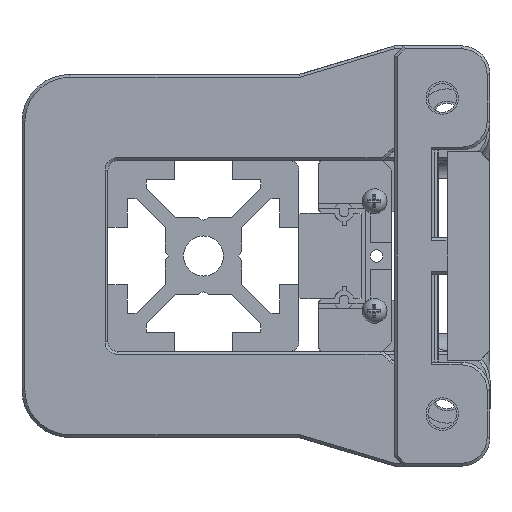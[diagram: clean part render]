
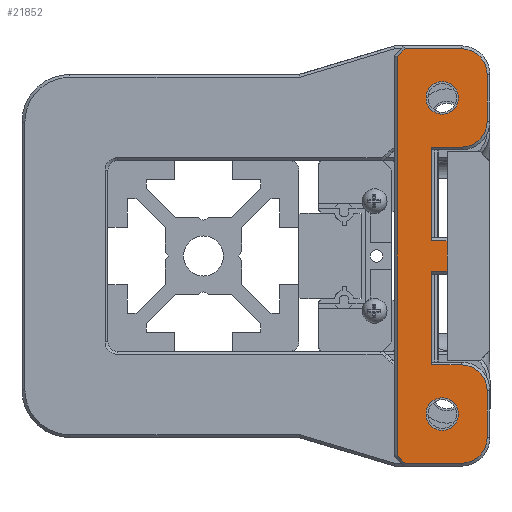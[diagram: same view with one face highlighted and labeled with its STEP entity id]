
A CAD part, left-side view. The second image highlights one B-rep face of the part: STEP entity #21852.
In plain terms, the highlighted face is planar.
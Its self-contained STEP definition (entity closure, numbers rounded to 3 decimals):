
#684=FACE_BOUND('',#3188,.T.);
#685=FACE_BOUND('',#3189,.T.);
#978=PLANE('',#23742);
#1900=FACE_OUTER_BOUND('',#3187,.T.);
#3187=EDGE_LOOP('',(#17152,#17153,#17154,#17155,#17156,#17157,#17158,#17159,
#17160,#17161,#17162,#17163,#17164,#17165,#17166,#17167,#17168,#17169));
#3188=EDGE_LOOP('',(#17170));
#3189=EDGE_LOOP('',(#17171));
#4780=LINE('',#34571,#6918);
#4784=LINE('',#34577,#6922);
#4786=LINE('',#34581,#6924);
#4788=LINE('',#34586,#6926);
#4791=LINE('',#34593,#6929);
#4794=LINE('',#34599,#6932);
#4796=LINE('',#34610,#6934);
#4799=LINE('',#34618,#6937);
#4803=LINE('',#34629,#6941);
#4804=LINE('',#34632,#6942);
#4805=LINE('',#34634,#6943);
#4806=LINE('',#34636,#6944);
#4807=LINE('',#34638,#6945);
#4808=LINE('',#34639,#6946);
#6918=VECTOR('',#27739,10.);
#6922=VECTOR('',#27745,10.);
#6924=VECTOR('',#27749,10.);
#6926=VECTOR('',#27753,10.);
#6929=VECTOR('',#27762,10.);
#6932=VECTOR('',#27767,10.);
#6934=VECTOR('',#27779,10.);
#6937=VECTOR('',#27788,10.);
#6941=VECTOR('',#27800,10.);
#6942=VECTOR('',#27803,10.);
#6943=VECTOR('',#27804,1000.);
#6944=VECTOR('',#27805,10.);
#6945=VECTOR('',#27806,10.);
#6946=VECTOR('',#27807,10.);
#8787=CIRCLE('',#23727,2.7);
#8789=CIRCLE('',#23732,2.7);
#8790=CIRCLE('',#23736,2.7);
#8791=CIRCLE('',#23739,2.7);
#8792=CIRCLE('',#23743,1.7);
#8793=CIRCLE('',#23744,1.7);
#10166=VERTEX_POINT('',#34569);
#10167=VERTEX_POINT('',#34570);
#10168=VERTEX_POINT('',#34575);
#10169=VERTEX_POINT('',#34579);
#10170=VERTEX_POINT('',#34583);
#10171=VERTEX_POINT('',#34585);
#10172=VERTEX_POINT('',#34589);
#10174=VERTEX_POINT('',#34597);
#10176=VERTEX_POINT('',#34603);
#10178=VERTEX_POINT('',#34608);
#10179=VERTEX_POINT('',#34613);
#10180=VERTEX_POINT('',#34617);
#10181=VERTEX_POINT('',#34621);
#10182=VERTEX_POINT('',#34625);
#10184=VERTEX_POINT('',#34631);
#10185=VERTEX_POINT('',#34633);
#10186=VERTEX_POINT('',#34635);
#10187=VERTEX_POINT('',#34637);
#10188=VERTEX_POINT('',#34640);
#10189=VERTEX_POINT('',#34642);
#12684=EDGE_CURVE('',#10166,#10167,#4780,.T.);
#12688=EDGE_CURVE('',#10168,#10166,#4784,.T.);
#12690=EDGE_CURVE('',#10169,#10168,#4786,.T.);
#12692=EDGE_CURVE('',#10170,#10171,#4788,.T.);
#12695=EDGE_CURVE('',#10172,#10170,#8787,.T.);
#12696=EDGE_CURVE('',#10171,#10169,#4791,.T.);
#12699=EDGE_CURVE('',#10174,#10172,#4794,.T.);
#12702=EDGE_CURVE('',#10176,#10174,#8789,.T.);
#12704=EDGE_CURVE('',#10178,#10176,#4796,.T.);
#12707=EDGE_CURVE('',#10167,#10179,#8790,.T.);
#12708=EDGE_CURVE('',#10179,#10180,#4799,.T.);
#12711=EDGE_CURVE('',#10180,#10181,#8791,.T.);
#12714=EDGE_CURVE('',#10181,#10182,#4803,.T.);
#12715=EDGE_CURVE('',#10184,#10182,#4804,.T.);
#12716=EDGE_CURVE('',#10178,#10185,#4805,.T.);
#12717=EDGE_CURVE('',#10186,#10185,#4806,.T.);
#12718=EDGE_CURVE('',#10186,#10187,#4807,.T.);
#12719=EDGE_CURVE('',#10184,#10187,#4808,.T.);
#12720=EDGE_CURVE('',#10188,#10188,#8792,.T.);
#12721=EDGE_CURVE('',#10189,#10189,#8793,.T.);
#17152=ORIENTED_EDGE('',*,*,#12715,.T.);
#17153=ORIENTED_EDGE('',*,*,#12714,.F.);
#17154=ORIENTED_EDGE('',*,*,#12711,.F.);
#17155=ORIENTED_EDGE('',*,*,#12708,.F.);
#17156=ORIENTED_EDGE('',*,*,#12707,.F.);
#17157=ORIENTED_EDGE('',*,*,#12684,.F.);
#17158=ORIENTED_EDGE('',*,*,#12688,.F.);
#17159=ORIENTED_EDGE('',*,*,#12690,.F.);
#17160=ORIENTED_EDGE('',*,*,#12696,.F.);
#17161=ORIENTED_EDGE('',*,*,#12692,.F.);
#17162=ORIENTED_EDGE('',*,*,#12695,.F.);
#17163=ORIENTED_EDGE('',*,*,#12699,.F.);
#17164=ORIENTED_EDGE('',*,*,#12702,.F.);
#17165=ORIENTED_EDGE('',*,*,#12704,.F.);
#17166=ORIENTED_EDGE('',*,*,#12716,.T.);
#17167=ORIENTED_EDGE('',*,*,#12717,.F.);
#17168=ORIENTED_EDGE('',*,*,#12718,.T.);
#17169=ORIENTED_EDGE('',*,*,#12719,.F.);
#17170=ORIENTED_EDGE('',*,*,#12720,.T.);
#17171=ORIENTED_EDGE('',*,*,#12721,.T.);
#21852=ADVANCED_FACE('',(#1900,#684,#685),#978,.T.);
#23727=AXIS2_PLACEMENT_3D('',#34591,#27758,#27759);
#23732=AXIS2_PLACEMENT_3D('',#34605,#27773,#27774);
#23736=AXIS2_PLACEMENT_3D('',#34615,#27784,#27785);
#23739=AXIS2_PLACEMENT_3D('',#34623,#27793,#27794);
#23742=AXIS2_PLACEMENT_3D('',#34630,#27801,#27802);
#23743=AXIS2_PLACEMENT_3D('',#34641,#27808,#27809);
#23744=AXIS2_PLACEMENT_3D('',#34643,#27810,#27811);
#27739=DIRECTION('',(0.,-1.,0.));
#27745=DIRECTION('',(0.,-0.707,-0.707));
#27749=DIRECTION('',(0.,0.,-1.));
#27753=DIRECTION('',(0.,1.,0.));
#27758=DIRECTION('center_axis',(-1.,0.,0.));
#27759=DIRECTION('ref_axis',(0.,-0.707,0.707));
#27762=DIRECTION('',(0.,0.707,-0.707));
#27767=DIRECTION('',(0.,0.,1.));
#27773=DIRECTION('center_axis',(-1.,0.,0.));
#27774=DIRECTION('ref_axis',(0.,-0.707,-0.707));
#27779=DIRECTION('',(0.,-1.,0.));
#27784=DIRECTION('center_axis',(-1.,0.,0.));
#27785=DIRECTION('ref_axis',(0.,-0.707,-0.707));
#27788=DIRECTION('',(0.,0.,1.));
#27793=DIRECTION('center_axis',(-1.,0.,0.));
#27794=DIRECTION('ref_axis',(0.,-0.707,0.707));
#27800=DIRECTION('',(0.,1.,0.));
#27801=DIRECTION('center_axis',(1.,0.,0.));
#27802=DIRECTION('ref_axis',(0.,0.,-1.));
#27803=DIRECTION('',(0.,0.,-1.));
#27804=DIRECTION('',(0.,0.,-1.));
#27805=DIRECTION('',(0.,1.,0.));
#27806=DIRECTION('',(0.,0.,-1.));
#27807=DIRECTION('',(0.,-1.,0.));
#27808=DIRECTION('center_axis',(-1.,0.,0.));
#27809=DIRECTION('ref_axis',(0.,-1.,0.));
#27810=DIRECTION('center_axis',(-1.,0.,0.));
#27811=DIRECTION('ref_axis',(0.,-1.,0.));
#34569=CARTESIAN_POINT('',(345.,192.776,289.3));
#34570=CARTESIAN_POINT('',(345.,186.9,289.3));
#34571=CARTESIAN_POINT('',(345.,183.9,289.3));
#34575=CARTESIAN_POINT('',(345.,193.6,290.124));
#34577=CARTESIAN_POINT('',(345.,200.938,297.462));
#34579=CARTESIAN_POINT('',(345.,193.6,331.876));
#34581=CARTESIAN_POINT('',(345.,193.6,325.5));
#34583=CARTESIAN_POINT('',(345.,186.9,332.7));
#34585=CARTESIAN_POINT('',(345.,192.776,332.7));
#34586=CARTESIAN_POINT('',(345.,187.9,332.7));
#34589=CARTESIAN_POINT('',(345.,184.2,330.));
#34591=CARTESIAN_POINT('Origin',(345.,186.9,330.));
#34593=CARTESIAN_POINT('',(345.,191.438,334.038));
#34597=CARTESIAN_POINT('',(345.,184.2,325.1));
#34599=CARTESIAN_POINT('',(345.,184.2,330.));
#34603=CARTESIAN_POINT('',(345.,186.9,322.4));
#34605=CARTESIAN_POINT('Origin',(345.,186.9,325.1));
#34608=CARTESIAN_POINT('',(345.,190.04,322.4));
#34610=CARTESIAN_POINT('',(345.,186.4,322.4));
#34613=CARTESIAN_POINT('',(345.,184.2,292.));
#34615=CARTESIAN_POINT('Origin',(345.,186.9,292.));
#34617=CARTESIAN_POINT('',(345.,184.2,296.9));
#34618=CARTESIAN_POINT('',(345.,184.2,320.5));
#34621=CARTESIAN_POINT('',(345.,186.9,299.6));
#34623=CARTESIAN_POINT('Origin',(345.,186.9,296.9));
#34625=CARTESIAN_POINT('',(345.,190.04,299.6));
#34629=CARTESIAN_POINT('',(345.,185.4,299.6));
#34630=CARTESIAN_POINT('Origin',(345.,183.9,330.));
#34631=CARTESIAN_POINT('',(345.,190.04,309.4));
#34632=CARTESIAN_POINT('',(345.,190.04,302.9));
#34633=CARTESIAN_POINT('',(345.,190.04,312.6));
#34634=CARTESIAN_POINT('',(345.,190.04,312.9));
#34635=CARTESIAN_POINT('',(345.,188.4,312.6));
#34636=CARTESIAN_POINT('',(345.,183.9,312.6));
#34637=CARTESIAN_POINT('',(345.,188.4,309.4));
#34638=CARTESIAN_POINT('',(345.,188.4,320.5));
#34639=CARTESIAN_POINT('',(345.,183.9,309.4));
#34640=CARTESIAN_POINT('',(345.,190.6,294.45));
#34641=CARTESIAN_POINT('Origin',(345.,188.9,294.45));
#34642=CARTESIAN_POINT('',(345.,190.6,327.55));
#34643=CARTESIAN_POINT('Origin',(345.,188.9,327.55));
